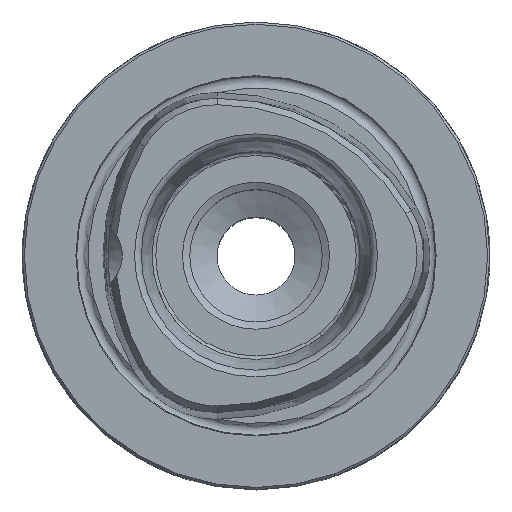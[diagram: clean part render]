
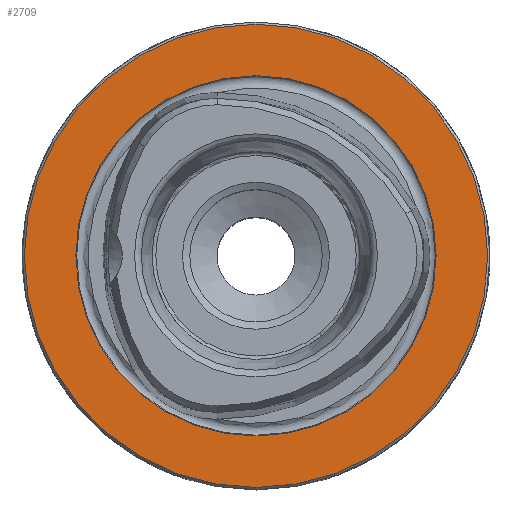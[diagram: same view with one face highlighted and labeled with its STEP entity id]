
A CAD part, top view. The second image highlights one B-rep face of the part: STEP entity #2709.
In plain terms, the highlighted planar face has unit normal (0, 0, 1).
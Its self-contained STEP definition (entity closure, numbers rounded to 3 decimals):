
#228=PLANE('',#2911);
#448=ORIENTED_EDGE('',*,*,#783,.T.);
#449=ORIENTED_EDGE('',*,*,#861,.F.);
#783=EDGE_CURVE('',#1019,#1019,#1186,.T.);
#861=EDGE_CURVE('',#1076,#1076,#1205,.T.);
#1019=VERTEX_POINT('',#3718);
#1076=VERTEX_POINT('',#3982);
#1186=CIRCLE('',#2853,31.2);
#1205=CIRCLE('',#2912,24.264);
#1360=EDGE_LOOP('',(#448));
#1361=EDGE_LOOP('',(#449));
#1561=FACE_BOUND('',#1360,.T.);
#1562=FACE_BOUND('',#1361,.T.);
#2709=ADVANCED_FACE('',(#1561,#1562),#228,.T.);
#2853=AXIS2_PLACEMENT_3D('',#3717,#3176,#3177);
#2911=AXIS2_PLACEMENT_3D('',#3980,#3322,#3323);
#2912=AXIS2_PLACEMENT_3D('',#3981,#3324,#3325);
#3176=DIRECTION('',(0.,0.,1.));
#3177=DIRECTION('',(1.,0.,0.));
#3322=DIRECTION('',(0.,0.,1.));
#3323=DIRECTION('',(1.,0.,0.));
#3324=DIRECTION('',(0.,0.,1.));
#3325=DIRECTION('',(1.,0.,0.));
#3717=CARTESIAN_POINT('',(0.,0.,0.));
#3718=CARTESIAN_POINT('',(31.2,0.,0.));
#3980=CARTESIAN_POINT('',(24.2,0.,0.));
#3981=CARTESIAN_POINT('',(0.,0.,0.));
#3982=CARTESIAN_POINT('',(24.264,0.,0.));
